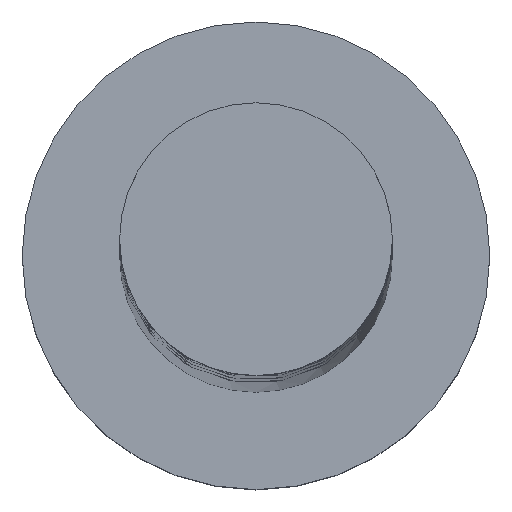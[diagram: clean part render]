
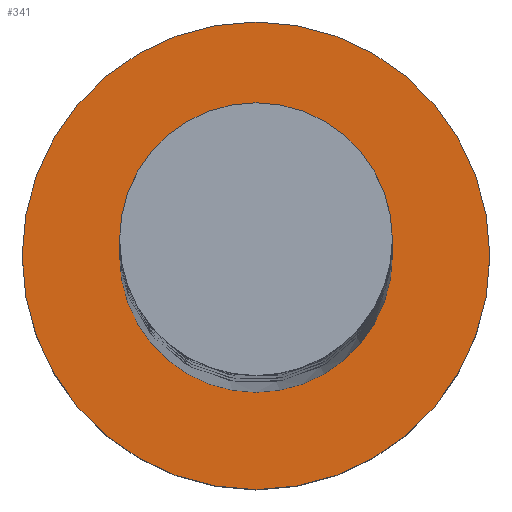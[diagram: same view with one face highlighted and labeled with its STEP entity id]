
A CAD part, top view. The second image highlights one B-rep face of the part: STEP entity #341.
In plain terms, the highlighted planar face has unit normal (0, 0, 1).
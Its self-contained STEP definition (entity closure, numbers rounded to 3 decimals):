
#14 = CARTESIAN_POINT ( 'NONE',  ( 0., 0., 5. ) ) ;
#58 = CARTESIAN_POINT ( 'NONE',  ( 6., 0., 5. ) ) ;
#79 = PLANE ( 'NONE',  #1071 ) ;
#90 = DIRECTION ( 'NONE',  ( 1., 0., 0. ) ) ;
#211 = FACE_OUTER_BOUND ( 'NONE', #1795, .T. ) ;
#341 = ADVANCED_FACE ( 'NONE', ( #1793, #211 ), #79, .T. ) ;
#364 = CARTESIAN_POINT ( 'NONE',  ( 0., 0., 5. ) ) ;
#384 = VERTEX_POINT ( 'NONE', #1481 ) ;
#396 = AXIS2_PLACEMENT_3D ( 'NONE', #14, #948, #1267 ) ;
#405 = DIRECTION ( 'NONE',  ( 0., 0., 1. ) ) ;
#469 = CARTESIAN_POINT ( 'NONE',  ( 0., 0., 5. ) ) ;
#498 = CARTESIAN_POINT ( 'NONE',  ( 0., 0., 5. ) ) ;
#532 = CARTESIAN_POINT ( 'NONE',  ( -3.5, 0., 5. ) ) ;
#540 = VERTEX_POINT ( 'NONE', #1144 ) ;
#579 = EDGE_LOOP ( 'NONE', ( #1542, #1372 ) ) ;
#613 = EDGE_CURVE ( 'NONE', #728, #540, #1506, .T. ) ;
#634 = DIRECTION ( 'NONE',  ( 0., 0., 1. ) ) ;
#728 = VERTEX_POINT ( 'NONE', #532 ) ;
#799 = ORIENTED_EDGE ( 'NONE', *, *, #1610, .T. ) ;
#922 = EDGE_CURVE ( 'NONE', #540, #728, #1683, .T. ) ;
#948 = DIRECTION ( 'NONE',  ( 0., 0., 1. ) ) ;
#1042 = CIRCLE ( 'NONE', #1413, 6. ) ;
#1056 = DIRECTION ( 'NONE',  ( 1., 0., 0. ) ) ;
#1071 = AXIS2_PLACEMENT_3D ( 'NONE', #498, #634, #1056 ) ;
#1074 = AXIS2_PLACEMENT_3D ( 'NONE', #364, #1794, #1646 ) ;
#1144 = CARTESIAN_POINT ( 'NONE',  ( 3.5, 0., 5. ) ) ;
#1219 = VERTEX_POINT ( 'NONE', #58 ) ;
#1253 = CIRCLE ( 'NONE', #1074, 6. ) ;
#1267 = DIRECTION ( 'NONE',  ( 1., 0., 0. ) ) ;
#1293 = EDGE_CURVE ( 'NONE', #1219, #384, #1253, .T. ) ;
#1372 = ORIENTED_EDGE ( 'NONE', *, *, #922, .F. ) ;
#1413 = AXIS2_PLACEMENT_3D ( 'NONE', #1488, #405, #90 ) ;
#1462 = DIRECTION ( 'NONE',  ( 1., 0., 0. ) ) ;
#1481 = CARTESIAN_POINT ( 'NONE',  ( -6., 0., 5. ) ) ;
#1488 = CARTESIAN_POINT ( 'NONE',  ( 0., 0., 5. ) ) ;
#1506 = CIRCLE ( 'NONE', #396, 3.5 ) ;
#1542 = ORIENTED_EDGE ( 'NONE', *, *, #613, .F. ) ;
#1590 = DIRECTION ( 'NONE',  ( 0., 0., 1. ) ) ;
#1610 = EDGE_CURVE ( 'NONE', #384, #1219, #1042, .T. ) ;
#1646 = DIRECTION ( 'NONE',  ( 1., 0., 0. ) ) ;
#1683 = CIRCLE ( 'NONE', #1714, 3.5 ) ;
#1714 = AXIS2_PLACEMENT_3D ( 'NONE', #469, #1590, #1462 ) ;
#1793 = FACE_BOUND ( 'NONE', #579, .T. ) ;
#1794 = DIRECTION ( 'NONE',  ( 0., 0., 1. ) ) ;
#1795 = EDGE_LOOP ( 'NONE', ( #799, #1830 ) ) ;
#1830 = ORIENTED_EDGE ( 'NONE', *, *, #1293, .T. ) ;
